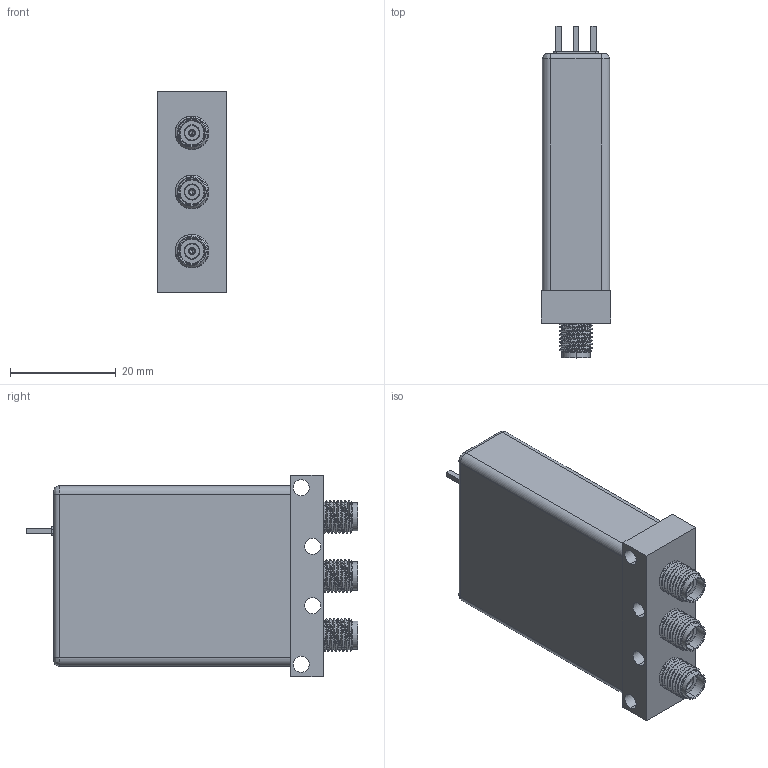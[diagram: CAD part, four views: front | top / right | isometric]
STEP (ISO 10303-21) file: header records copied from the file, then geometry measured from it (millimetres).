
FILE_DESCRIPTION (( 'STEP AP214' ), '1' );
FILE_NAME ('FMSW7283_3D.step', '2023-05-10T16:14:37', ( '' ), ( '' ), 'SwSTEP 2.0', 'SolidWorks 2022', '' );
FILE_SCHEMA (( 'AUTOMOTIVE_DESIGN' ));
Length unit declared in the file: inch
Products named in the file (5): Copy of K16029002.STEP^FMSW7283; Copy of A12061001A-e360.STEP^FMSW7283; FMSW7283_3D; Copy of K12021003_defeature.STEP^FMSW7283; Copy of R040022-e360_3PIN.STEP^FMSW7283
Assembly tree (6 placements, depth 2):
  FMSW7283_3D
    Copy of K12021003_defeature.STEP^FMSW7283
    Copy of K16029002.STEP^FMSW7283  x3
    Copy of R040022-e360_3PIN.STEP^FMSW7283
    Copy of A12061001A-e360.STEP^FMSW7283
Bounding box: 13.21 x 62.66 x 38.1 mm (x, y, z)
Volume: 5472.5 mm3; surface area: 12874.8 mm2
Topology: 15 solids, 15 shells, 459 faces, 1135 edges, 733 vertices
Faces by surface type: cylinder 199, plane 174, cone 45, bspline 41
Entity records: 9886 total; most frequent: CARTESIAN_POINT 3750, ORIENTED_EDGE 1230, DIRECTION 1211, EDGE_CURVE 615, AXIS2_PLACEMENT_3D 437, VERTEX_POINT 399, LINE 337, VECTOR 337
